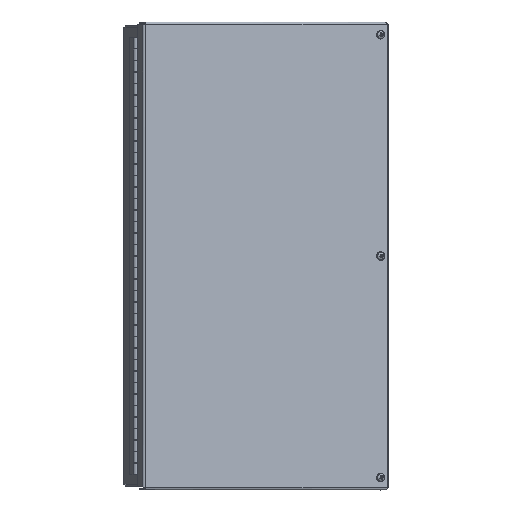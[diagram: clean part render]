
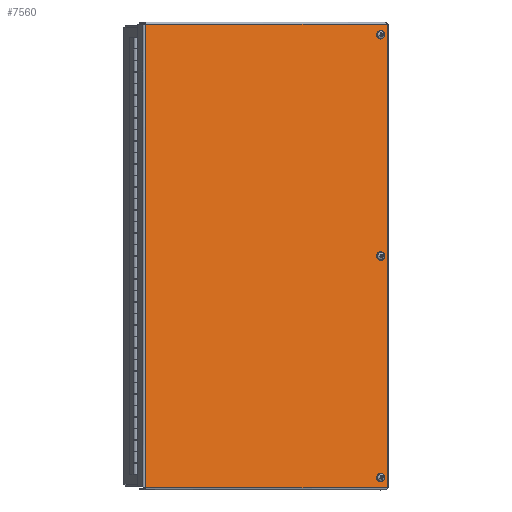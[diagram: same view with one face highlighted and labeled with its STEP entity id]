
A CAD part, top view. The second image highlights one B-rep face of the part: STEP entity #7560.
In plain terms, the highlighted face is planar.
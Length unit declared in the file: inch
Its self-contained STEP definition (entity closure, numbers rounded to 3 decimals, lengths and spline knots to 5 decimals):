
#258=PLANE($,#8027);
#549=LINE($,#10974,#1241);
#567=LINE($,#11080,#1259);
#583=LINE($,#11182,#1275);
#599=LINE($,#11283,#1291);
#1241=VECTOR($,#8890,20.1333);
#1259=VECTOR($,#8922,12.1333);
#1275=VECTOR($,#8952,20.1333);
#1291=VECTOR($,#8982,12.1333);
#1862=FACE_BOUND($,#2524,.T.);
#1863=FACE_BOUND($,#2525,.T.);
#1864=FACE_BOUND($,#2526,.T.);
#1865=FACE_BOUND($,#2527,.T.);
#2524=EDGE_LOOP($,(#5334));
#2525=EDGE_LOOP($,(#5335));
#2526=EDGE_LOOP($,(#5336));
#2527=EDGE_LOOP($,(#5337,#5338,#5339,#5340));
#3015=CIRCLE($,#7992,0.14063);
#3017=CIRCLE($,#7995,0.14063);
#3019=CIRCLE($,#7998,0.14063);
#3307=VERTEX_POINT($,#10949);
#3309=VERTEX_POINT($,#10954);
#3311=VERTEX_POINT($,#10959);
#3314=VERTEX_POINT($,#10965);
#3315=VERTEX_POINT($,#10973);
#3328=VERTEX_POINT($,#11072);
#3339=VERTEX_POINT($,#11174);
#4043=EDGE_CURVE($,#3307,#3307,#3015,.T.);
#4045=EDGE_CURVE($,#3309,#3309,#3017,.T.);
#4047=EDGE_CURVE($,#3311,#3311,#3019,.T.);
#4050=EDGE_CURVE($,#3315,#3314,#549,.T.);
#4072=EDGE_CURVE($,#3314,#3328,#567,.T.);
#4092=EDGE_CURVE($,#3328,#3339,#583,.T.);
#4112=EDGE_CURVE($,#3339,#3315,#599,.T.);
#5334=ORIENTED_EDGE($,*,*,#4043,.T.);
#5335=ORIENTED_EDGE($,*,*,#4045,.T.);
#5336=ORIENTED_EDGE($,*,*,#4047,.T.);
#5337=ORIENTED_EDGE($,*,*,#4050,.T.);
#5338=ORIENTED_EDGE($,*,*,#4072,.T.);
#5339=ORIENTED_EDGE($,*,*,#4092,.T.);
#5340=ORIENTED_EDGE($,*,*,#4112,.T.);
#7560=ADVANCED_FACE($,(#1862,#1863,#1864,#1865),#258,.T.);
#7992=AXIS2_PLACEMENT_3D($,#10950,#8873,#8874);
#7995=AXIS2_PLACEMENT_3D($,#10955,#8879,#8880);
#7998=AXIS2_PLACEMENT_3D($,#10960,#8885,#8886);
#8027=AXIS2_PLACEMENT_3D($,#11369,#9007,#9008);
#8873=DIRECTION('center_axis',(0.,0.,-1.));
#8874=DIRECTION('ref_axis',(-1.,0.,0.));
#8879=DIRECTION('center_axis',(0.,0.,-1.));
#8880=DIRECTION('ref_axis',(-1.,0.,0.));
#8885=DIRECTION('center_axis',(0.,0.,-1.));
#8886=DIRECTION('ref_axis',(-1.,0.,0.));
#8890=DIRECTION($,(0.,1.,0.));
#8922=DIRECTION($,(-1.,0.,0.));
#8952=DIRECTION($,(0.,-1.,0.));
#8982=DIRECTION($,(1.,0.,0.));
#9007=DIRECTION('center_axis',(0.,0.,1.));
#9008=DIRECTION('ref_axis',(1.,0.,0.));
#10949=CARTESIAN_POINT('',(0.57812,0.54325,0.074));
#10950=CARTESIAN_POINT('Origin',(0.4375,0.54325,0.074));
#10954=CARTESIAN_POINT('',(0.57812,10.15625,0.074));
#10955=CARTESIAN_POINT('Origin',(0.4375,10.15625,0.074));
#10959=CARTESIAN_POINT('',(0.57812,19.76925,0.074));
#10960=CARTESIAN_POINT('Origin',(0.4375,19.76925,0.074));
#10965=CARTESIAN_POINT('',(12.2229,20.2229,0.074));
#10973=CARTESIAN_POINT('',(12.2229,0.0896,0.074));
#10974=CARTESIAN_POINT($,(12.2229,5.12293,0.074));
#11072=CARTESIAN_POINT('',(0.0896,20.2229,0.074));
#11080=CARTESIAN_POINT($,(9.18957,20.2229,0.074));
#11174=CARTESIAN_POINT('',(0.0896,0.0896,0.074));
#11182=CARTESIAN_POINT($,(0.0896,15.18958,0.074));
#11283=CARTESIAN_POINT($,(3.12293,0.0896,0.074));
#11369=CARTESIAN_POINT('Origin',(6.15625,10.15625,0.074));
